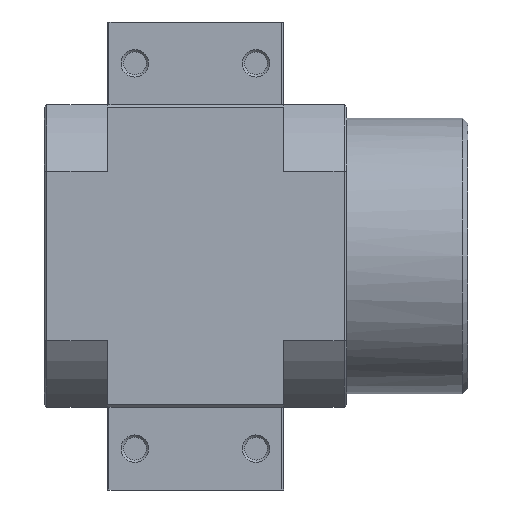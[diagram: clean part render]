
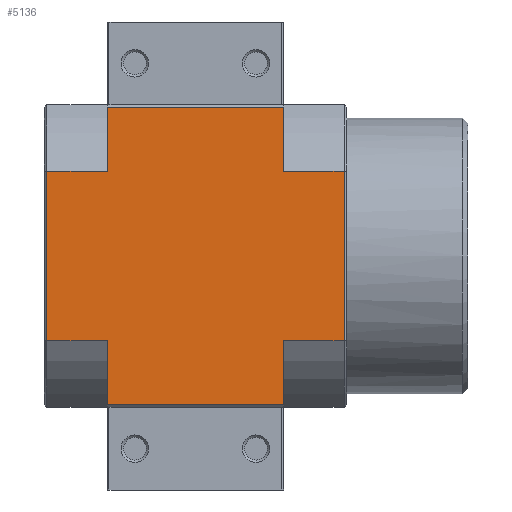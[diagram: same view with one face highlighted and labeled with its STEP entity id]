
A CAD part, left-side view. The second image highlights one B-rep face of the part: STEP entity #5136.
In plain terms, the highlighted face is planar.
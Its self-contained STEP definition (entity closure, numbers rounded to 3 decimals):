
#659=ORIENTED_EDGE('',*,*,#1830,.T.);
#660=ORIENTED_EDGE('',*,*,#1831,.F.);
#661=ORIENTED_EDGE('',*,*,#1832,.T.);
#662=ORIENTED_EDGE('',*,*,#1833,.F.);
#663=ORIENTED_EDGE('',*,*,#1834,.T.);
#664=ORIENTED_EDGE('',*,*,#1818,.F.);
#665=ORIENTED_EDGE('',*,*,#1835,.F.);
#666=ORIENTED_EDGE('',*,*,#1836,.T.);
#667=ORIENTED_EDGE('',*,*,#1837,.F.);
#668=ORIENTED_EDGE('',*,*,#1838,.T.);
#669=ORIENTED_EDGE('',*,*,#1839,.F.);
#670=ORIENTED_EDGE('',*,*,#1816,.T.);
#1816=EDGE_CURVE('',#2396,#2397,#2754,.T.);
#1818=EDGE_CURVE('',#2398,#2399,#2756,.T.);
#1830=EDGE_CURVE('',#2397,#2408,#2768,.T.);
#1831=EDGE_CURVE('',#2409,#2408,#2769,.T.);
#1832=EDGE_CURVE('',#2409,#2410,#2770,.T.);
#1833=EDGE_CURVE('',#2411,#2410,#2771,.F.);
#1834=EDGE_CURVE('',#2411,#2399,#2772,.T.);
#1835=EDGE_CURVE('',#2412,#2398,#2773,.T.);
#1836=EDGE_CURVE('',#2412,#2413,#2774,.F.);
#1837=EDGE_CURVE('',#2414,#2413,#2775,.T.);
#1838=EDGE_CURVE('',#2414,#2415,#2776,.T.);
#1839=EDGE_CURVE('',#2396,#2415,#2777,.T.);
#2396=VERTEX_POINT('',#7662);
#2397=VERTEX_POINT('',#7664);
#2398=VERTEX_POINT('',#7668);
#2399=VERTEX_POINT('',#7670);
#2408=VERTEX_POINT('',#7693);
#2409=VERTEX_POINT('',#7695);
#2410=VERTEX_POINT('',#7697);
#2411=VERTEX_POINT('',#7699);
#2412=VERTEX_POINT('',#7702);
#2413=VERTEX_POINT('',#7704);
#2414=VERTEX_POINT('',#7706);
#2415=VERTEX_POINT('',#7708);
#2754=LINE('',#7665,#3072);
#2756=LINE('',#7669,#3074);
#2768=LINE('',#7692,#3086);
#2769=LINE('',#7694,#3087);
#2770=LINE('',#7696,#3088);
#2771=LINE('',#7698,#3089);
#2772=LINE('',#7700,#3090);
#2773=LINE('',#7701,#3091);
#2774=LINE('',#7703,#3092);
#2775=LINE('',#7705,#3093);
#2776=LINE('',#7707,#3094);
#2777=LINE('',#7709,#3095);
#3072=VECTOR('',#6205,1000.);
#3074=VECTOR('',#6209,1000.);
#3086=VECTOR('',#6225,1000.);
#3087=VECTOR('',#6226,1000.);
#3088=VECTOR('',#6227,1000.);
#3089=VECTOR('',#6228,1000.);
#3090=VECTOR('',#6229,1000.);
#3091=VECTOR('',#6230,1000.);
#3092=VECTOR('',#6231,1000.);
#3093=VECTOR('',#6232,1000.);
#3094=VECTOR('',#6233,1000.);
#3095=VECTOR('',#6234,1000.);
#3346=EDGE_LOOP('',(#659,#660,#661,#662,#663,#664,#665,#666,#667,#668,#669,
#670));
#3730=FACE_BOUND('',#3346,.T.);
#4094=PLANE('',#5504);
#5136=ADVANCED_FACE('',(#3730),#4094,.F.);
#5504=AXIS2_PLACEMENT_3D('',#7691,#6223,#6224);
#6205=DIRECTION('',(0.,-1.,0.));
#6209=DIRECTION('',(0.,-1.,0.));
#6223=DIRECTION('',(0.,0.,1.));
#6224=DIRECTION('',(1.,0.,0.));
#6225=DIRECTION('',(-1.,0.,0.));
#6226=DIRECTION('',(0.,1.,0.));
#6227=DIRECTION('',(-1.,0.,0.));
#6228=DIRECTION('',(0.,1.,0.));
#6229=DIRECTION('',(-1.,0.,0.));
#6230=DIRECTION('',(-1.,0.,0.));
#6231=DIRECTION('',(0.,-1.,0.));
#6232=DIRECTION('',(-1.,0.,0.));
#6233=DIRECTION('',(0.,-1.,0.));
#6234=DIRECTION('',(-1.,0.,0.));
#7662=CARTESIAN_POINT('',(27.,16.,-27.5));
#7664=CARTESIAN_POINT('',(27.,-16.,-27.5));
#7665=CARTESIAN_POINT('',(27.,27.5,-27.5));
#7668=CARTESIAN_POINT('',(-27.,16.,-27.5));
#7669=CARTESIAN_POINT('',(-27.,27.5,-27.5));
#7670=CARTESIAN_POINT('',(-27.,-16.,-27.5));
#7691=CARTESIAN_POINT('',(27.,27.5,-27.5));
#7692=CARTESIAN_POINT('',(27.,-16.,-27.5));
#7693=CARTESIAN_POINT('',(15.362,-16.,-27.5));
#7694=CARTESIAN_POINT('',(15.362,-36.,-27.5));
#7695=CARTESIAN_POINT('',(15.362,-27.,-27.5));
#7696=CARTESIAN_POINT('',(20.,-27.,-27.5));
#7697=CARTESIAN_POINT('',(-15.362,-27.,-27.5));
#7698=CARTESIAN_POINT('',(-15.362,-36.,-27.5));
#7699=CARTESIAN_POINT('',(-15.362,-16.,-27.5));
#7700=CARTESIAN_POINT('',(27.,-16.,-27.5));
#7701=CARTESIAN_POINT('',(27.,16.,-27.5));
#7702=CARTESIAN_POINT('',(-15.362,16.,-27.5));
#7703=CARTESIAN_POINT('',(-15.362,36.,-27.5));
#7704=CARTESIAN_POINT('',(-15.362,27.,-27.5));
#7705=CARTESIAN_POINT('',(20.,27.,-27.5));
#7706=CARTESIAN_POINT('',(15.362,27.,-27.5));
#7707=CARTESIAN_POINT('',(15.362,36.,-27.5));
#7708=CARTESIAN_POINT('',(15.362,16.,-27.5));
#7709=CARTESIAN_POINT('',(27.,16.,-27.5));
